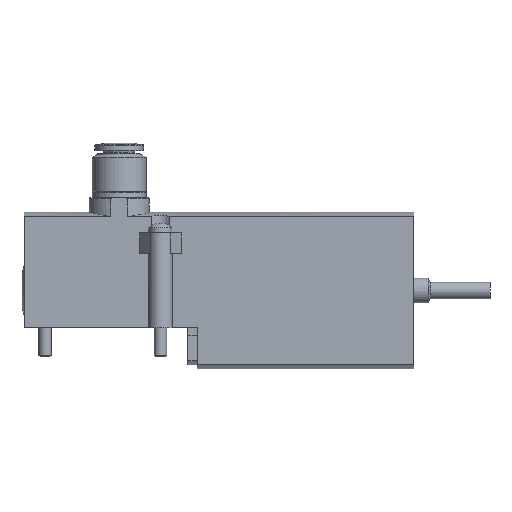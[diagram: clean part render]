
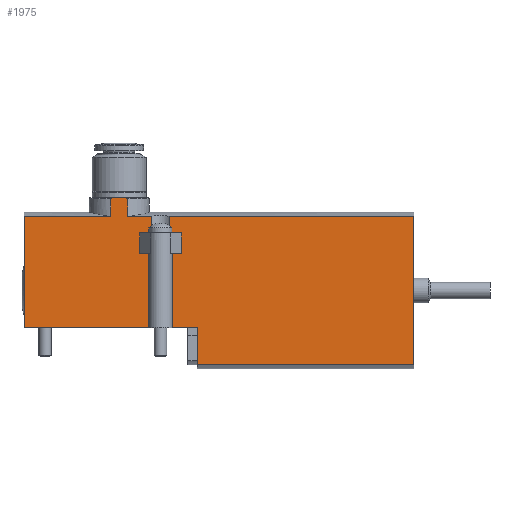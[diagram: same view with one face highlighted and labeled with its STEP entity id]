
A CAD part, top view. The second image highlights one B-rep face of the part: STEP entity #1975.
In plain terms, the highlighted planar face has unit normal (0, 0, 1).
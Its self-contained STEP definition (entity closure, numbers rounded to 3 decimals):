
#44=PLANE('',#2129);
#120=B_SPLINE_CURVE_WITH_KNOTS('',3,(#3041,#3042,#3043,#3044,#3045,#3046,
#3047,#3048),.UNSPECIFIED.,.F.,.F.,(4,1,1,1,1,4),(0.006,0.007,
0.007,0.007,0.007,0.007),
 .UNSPECIFIED.);
#123=B_SPLINE_CURVE_WITH_KNOTS('',3,(#3066,#3067,#3068,#3069,#3070,#3071,
#3072,#3073),.UNSPECIFIED.,.F.,.F.,(4,1,1,1,1,4),(0.001,0.001,
0.002,0.002,0.002,0.002),
 .UNSPECIFIED.);
#285=ORIENTED_EDGE('',*,*,#800,.T.);
#286=ORIENTED_EDGE('',*,*,#784,.T.);
#287=ORIENTED_EDGE('',*,*,#794,.F.);
#288=ORIENTED_EDGE('',*,*,#789,.T.);
#289=ORIENTED_EDGE('',*,*,#791,.F.);
#290=ORIENTED_EDGE('',*,*,#778,.T.);
#291=ORIENTED_EDGE('',*,*,#799,.T.);
#292=ORIENTED_EDGE('',*,*,#814,.T.);
#293=ORIENTED_EDGE('',*,*,#815,.F.);
#294=ORIENTED_EDGE('',*,*,#816,.F.);
#295=ORIENTED_EDGE('',*,*,#817,.F.);
#296=ORIENTED_EDGE('',*,*,#818,.F.);
#297=ORIENTED_EDGE('',*,*,#802,.T.);
#298=ORIENTED_EDGE('',*,*,#819,.F.);
#299=ORIENTED_EDGE('',*,*,#820,.F.);
#300=ORIENTED_EDGE('',*,*,#821,.T.);
#301=ORIENTED_EDGE('',*,*,#822,.T.);
#302=ORIENTED_EDGE('',*,*,#823,.F.);
#303=ORIENTED_EDGE('',*,*,#824,.F.);
#304=ORIENTED_EDGE('',*,*,#825,.F.);
#778=EDGE_CURVE('',#1049,#1050,#1247,.T.);
#784=EDGE_CURVE('',#1056,#1055,#1250,.F.);
#789=EDGE_CURVE('',#1058,#1060,#1252,.T.);
#791=EDGE_CURVE('',#1049,#1060,#120,.T.);
#794=EDGE_CURVE('',#1058,#1055,#123,.T.);
#799=EDGE_CURVE('',#1050,#1065,#1255,.T.);
#800=EDGE_CURVE('',#1066,#1056,#1256,.T.);
#802=EDGE_CURVE('',#1068,#1067,#1257,.T.);
#814=EDGE_CURVE('',#1065,#1078,#1268,.T.);
#815=EDGE_CURVE('',#1079,#1078,#1269,.T.);
#816=EDGE_CURVE('',#1080,#1079,#1270,.T.);
#817=EDGE_CURVE('',#1081,#1080,#1271,.T.);
#818=EDGE_CURVE('',#1068,#1081,#1272,.T.);
#819=EDGE_CURVE('',#1082,#1067,#1273,.F.);
#820=EDGE_CURVE('',#1083,#1082,#1274,.T.);
#821=EDGE_CURVE('',#1083,#1084,#1275,.T.);
#822=EDGE_CURVE('',#1084,#1085,#1276,.T.);
#823=EDGE_CURVE('',#1086,#1085,#1277,.T.);
#824=EDGE_CURVE('',#1087,#1086,#1278,.T.);
#825=EDGE_CURVE('',#1066,#1087,#1279,.T.);
#1049=VERTEX_POINT('',#3001);
#1050=VERTEX_POINT('',#3002);
#1055=VERTEX_POINT('',#3019);
#1056=VERTEX_POINT('',#3021);
#1058=VERTEX_POINT('',#3032);
#1060=VERTEX_POINT('',#3036);
#1065=VERTEX_POINT('',#3086);
#1066=VERTEX_POINT('',#3090);
#1067=VERTEX_POINT('',#3096);
#1068=VERTEX_POINT('',#3098);
#1078=VERTEX_POINT('',#3122);
#1079=VERTEX_POINT('',#3124);
#1080=VERTEX_POINT('',#3126);
#1081=VERTEX_POINT('',#3128);
#1082=VERTEX_POINT('',#3131);
#1083=VERTEX_POINT('',#3133);
#1084=VERTEX_POINT('',#3135);
#1085=VERTEX_POINT('',#3137);
#1086=VERTEX_POINT('',#3139);
#1087=VERTEX_POINT('',#3141);
#1247=LINE('',#3000,#1400);
#1250=LINE('',#3020,#1403);
#1252=LINE('',#3037,#1405);
#1255=LINE('',#3087,#1408);
#1256=LINE('',#3089,#1409);
#1257=LINE('',#3097,#1410);
#1268=LINE('',#3121,#1421);
#1269=LINE('',#3123,#1422);
#1270=LINE('',#3125,#1423);
#1271=LINE('',#3127,#1424);
#1272=LINE('',#3129,#1425);
#1273=LINE('',#3130,#1426);
#1274=LINE('',#3132,#1427);
#1275=LINE('',#3134,#1428);
#1276=LINE('',#3136,#1429);
#1277=LINE('',#3138,#1430);
#1278=LINE('',#3140,#1431);
#1279=LINE('',#3142,#1432);
#1400=VECTOR('',#2361,1000.);
#1403=VECTOR('',#2370,1000.);
#1405=VECTOR('',#2378,1000.);
#1408=VECTOR('',#2391,1000.);
#1409=VECTOR('',#2394,1000.);
#1410=VECTOR('',#2395,1000.);
#1421=VECTOR('',#2412,1000.);
#1422=VECTOR('',#2413,1000.);
#1423=VECTOR('',#2414,1000.);
#1424=VECTOR('',#2415,1000.);
#1425=VECTOR('',#2416,1000.);
#1426=VECTOR('',#2417,1000.);
#1427=VECTOR('',#2418,1000.);
#1428=VECTOR('',#2419,1000.);
#1429=VECTOR('',#2420,1000.);
#1430=VECTOR('',#2421,1000.);
#1431=VECTOR('',#2422,1000.);
#1432=VECTOR('',#2423,1000.);
#1562=EDGE_LOOP('',(#285,#286,#287,#288,#289,#290,#291,#292,#293,#294,#295,
#296,#297,#298,#299,#300,#301,#302,#303,#304));
#1751=FACE_BOUND('',#1562,.T.);
#1975=ADVANCED_FACE('',(#1751),#44,.F.);
#2129=AXIS2_PLACEMENT_3D('',#3120,#2410,#2411);
#2361=DIRECTION('',(0.,-1.,0.));
#2370=DIRECTION('',(0.,-1.,0.));
#2378=DIRECTION('',(-1.,0.,0.));
#2391=DIRECTION('',(-1.,0.,0.));
#2394=DIRECTION('',(-1.,0.,0.));
#2395=DIRECTION('',(-1.,0.,0.));
#2410=DIRECTION('',(0.,0.,-1.));
#2411=DIRECTION('',(-1.,0.,0.));
#2412=DIRECTION('',(0.,-1.,0.));
#2413=DIRECTION('',(-1.,0.,0.));
#2414=DIRECTION('',(0.,1.,0.));
#2415=DIRECTION('',(-1.,0.,0.));
#2416=DIRECTION('',(0.,-1.,0.));
#2417=DIRECTION('',(0.,-1.,0.));
#2418=DIRECTION('',(-1.,0.,0.));
#2419=DIRECTION('',(0.,-1.,0.));
#2420=DIRECTION('',(-1.,0.,0.));
#2421=DIRECTION('',(0.,-1.,0.));
#2422=DIRECTION('',(-1.,0.,0.));
#2423=DIRECTION('',(0.,-1.,0.));
#3000=CARTESIAN_POINT('',(20.929,36.,7.));
#3001=CARTESIAN_POINT('',(20.929,41.3,7.));
#3002=CARTESIAN_POINT('',(20.929,37.,7.));
#3019=CARTESIAN_POINT('',(25.071,41.3,7.));
#3020=CARTESIAN_POINT('',(25.071,36.,7.));
#3021=CARTESIAN_POINT('',(25.071,37.,7.));
#3032=CARTESIAN_POINT('',(24.187,41.5,7.));
#3036=CARTESIAN_POINT('',(21.813,41.5,7.));
#3037=CARTESIAN_POINT('',(23.,41.5,7.));
#3041=CARTESIAN_POINT('',(20.929,41.3,7.));
#3042=CARTESIAN_POINT('',(20.929,41.34,7.));
#3043=CARTESIAN_POINT('',(21.002,41.396,7.));
#3044=CARTESIAN_POINT('',(21.147,41.447,7.));
#3045=CARTESIAN_POINT('',(21.344,41.481,7.));
#3046=CARTESIAN_POINT('',(21.577,41.497,7.));
#3047=CARTESIAN_POINT('',(21.734,41.5,7.));
#3048=CARTESIAN_POINT('',(21.813,41.5,7.));
#3066=CARTESIAN_POINT('',(24.187,41.5,7.));
#3067=CARTESIAN_POINT('',(24.266,41.5,7.));
#3068=CARTESIAN_POINT('',(24.423,41.497,7.));
#3069=CARTESIAN_POINT('',(24.657,41.481,7.));
#3070=CARTESIAN_POINT('',(24.853,41.447,7.));
#3071=CARTESIAN_POINT('',(24.998,41.395,7.));
#3072=CARTESIAN_POINT('',(25.071,41.34,7.));
#3073=CARTESIAN_POINT('',(25.071,41.3,7.));
#3086=CARTESIAN_POINT('',(0.,37.,7.));
#3087=CARTESIAN_POINT('',(94.5,37.,7.));
#3089=CARTESIAN_POINT('',(94.5,37.,7.));
#3090=CARTESIAN_POINT('',(30.9,37.,7.));
#3096=CARTESIAN_POINT('',(35.1,37.,7.));
#3097=CARTESIAN_POINT('',(94.5,37.,7.));
#3098=CARTESIAN_POINT('',(94.5,37.,7.));
#3120=CARTESIAN_POINT('',(94.5,37.,7.));
#3121=CARTESIAN_POINT('',(0.,37.,7.));
#3122=CARTESIAN_POINT('',(0.,10.,7.));
#3123=CARTESIAN_POINT('',(94.5,10.,7.));
#3124=CARTESIAN_POINT('',(42.,10.,7.));
#3125=CARTESIAN_POINT('',(42.,37.,7.));
#3126=CARTESIAN_POINT('',(42.,1.,7.));
#3127=CARTESIAN_POINT('',(94.5,1.,7.));
#3128=CARTESIAN_POINT('',(94.5,1.,7.));
#3129=CARTESIAN_POINT('',(94.5,37.,7.));
#3130=CARTESIAN_POINT('',(35.1,43.,7.));
#3131=CARTESIAN_POINT('',(35.1,33.,7.));
#3132=CARTESIAN_POINT('',(38.,33.,7.));
#3133=CARTESIAN_POINT('',(38.,33.,7.));
#3134=CARTESIAN_POINT('',(38.,33.,7.));
#3135=CARTESIAN_POINT('',(38.,28.,7.));
#3136=CARTESIAN_POINT('',(38.,28.,7.));
#3137=CARTESIAN_POINT('',(28.,28.,7.));
#3138=CARTESIAN_POINT('',(28.,33.,7.));
#3139=CARTESIAN_POINT('',(28.,33.,7.));
#3140=CARTESIAN_POINT('',(38.,33.,7.));
#3141=CARTESIAN_POINT('',(30.9,33.,7.));
#3142=CARTESIAN_POINT('',(30.9,43.,7.));
